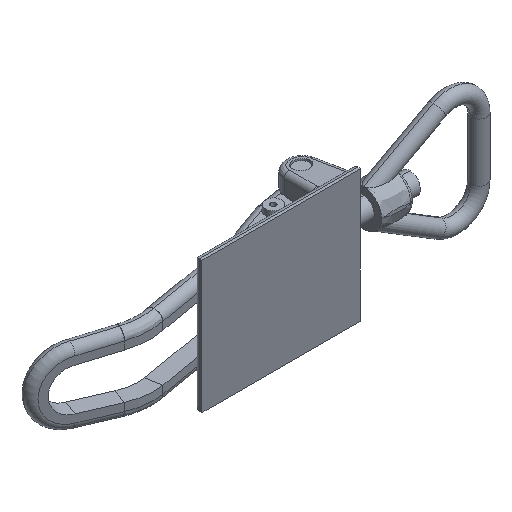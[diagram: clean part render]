
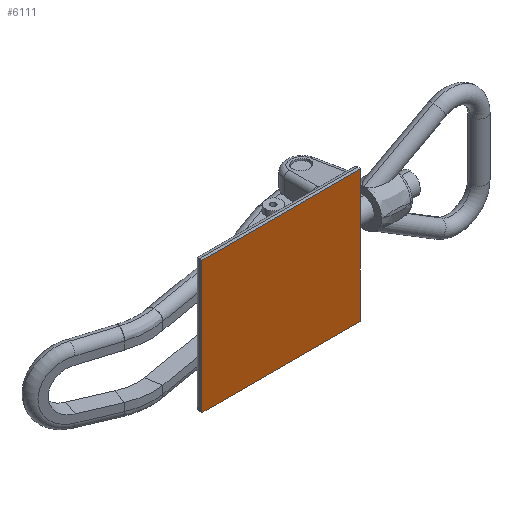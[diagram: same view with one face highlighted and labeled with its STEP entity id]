
A CAD part, isometric view. The second image highlights one B-rep face of the part: STEP entity #6111.
In plain terms, the highlighted planar face has unit normal (0, -1, 0).
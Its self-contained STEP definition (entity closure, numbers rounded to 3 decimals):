
#22 = LINE ( 'NONE', #3249, #4882 ) ;
#370 = ORIENTED_EDGE ( 'NONE', *, *, #4230, .F. ) ;
#556 = ORIENTED_EDGE ( 'NONE', *, *, #6354, .F. ) ;
#671 = ORIENTED_EDGE ( 'NONE', *, *, #4353, .F. ) ;
#1154 = CARTESIAN_POINT ( 'NONE',  ( -60., 0., 0. ) ) ;
#1173 = CARTESIAN_POINT ( 'NONE',  ( -60., 0., 0. ) ) ;
#1299 = DIRECTION ( 'NONE',  ( 1., 0., 0. ) ) ;
#1306 = DIRECTION ( 'NONE',  ( 0., 1., 0. ) ) ;
#1378 = VECTOR ( 'NONE', #4169, 1000. ) ;
#1583 = LINE ( 'NONE', #5513, #1378 ) ;
#1595 = ORIENTED_EDGE ( 'NONE', *, *, #6303, .F. ) ;
#1666 = LINE ( 'NONE', #1173, #8195 ) ;
#1814 = DIRECTION ( 'NONE',  ( 0., 0., 1. ) ) ;
#1892 = VERTEX_POINT ( 'NONE', #4148 ) ;
#2839 = CARTESIAN_POINT ( 'NONE',  ( 0., 0., -50. ) ) ;
#2880 = VERTEX_POINT ( 'NONE', #5719 ) ;
#2949 = EDGE_LOOP ( 'NONE', ( #370, #556, #671, #1595 ) ) ;
#3237 = CARTESIAN_POINT ( 'NONE',  ( 0., 0., 0. ) ) ;
#3249 = CARTESIAN_POINT ( 'NONE',  ( 0., 0., 0. ) ) ;
#3809 = CARTESIAN_POINT ( 'NONE',  ( 0., 0., -50. ) ) ;
#4062 = VERTEX_POINT ( 'NONE', #1154 ) ;
#4148 = CARTESIAN_POINT ( 'NONE',  ( 0., 0., 0. ) ) ;
#4169 = DIRECTION ( 'NONE',  ( 0., 0., -1. ) ) ;
#4230 = EDGE_CURVE ( 'NONE', #1892, #8185, #1583, .T. ) ;
#4353 = EDGE_CURVE ( 'NONE', #2880, #4062, #1666, .T. ) ;
#4882 = VECTOR ( 'NONE', #1299, 1000. ) ;
#5289 = PLANE ( 'NONE',  #6567 ) ;
#5296 = VECTOR ( 'NONE', #8157, 1000. ) ;
#5513 = CARTESIAN_POINT ( 'NONE',  ( 0., 0., 0. ) ) ;
#5719 = CARTESIAN_POINT ( 'NONE',  ( -60., 0., -50. ) ) ;
#5968 = DIRECTION ( 'NONE',  ( 0., 0., 1. ) ) ;
#6111 = ADVANCED_FACE ( 'NONE', ( #8086 ), #5289, .F. ) ;
#6303 = EDGE_CURVE ( 'NONE', #8185, #2880, #6915, .T. ) ;
#6354 = EDGE_CURVE ( 'NONE', #4062, #1892, #22, .T. ) ;
#6567 = AXIS2_PLACEMENT_3D ( 'NONE', #3237, #1306, #5968 ) ;
#6915 = LINE ( 'NONE', #3809, #5296 ) ;
#8086 = FACE_OUTER_BOUND ( 'NONE', #2949, .T. ) ;
#8157 = DIRECTION ( 'NONE',  ( -1., 0., 0. ) ) ;
#8185 = VERTEX_POINT ( 'NONE', #2839 ) ;
#8195 = VECTOR ( 'NONE', #1814, 1000. ) ;
